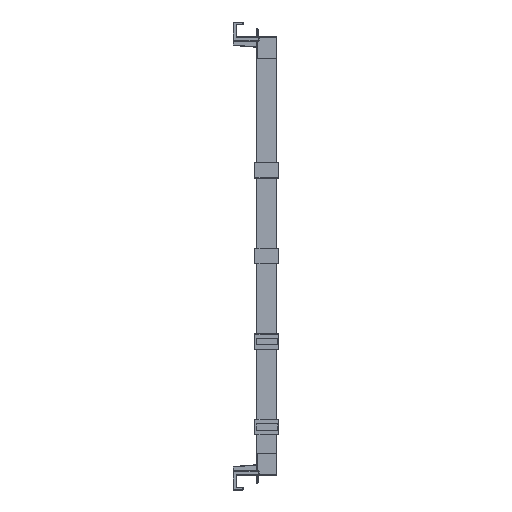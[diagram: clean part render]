
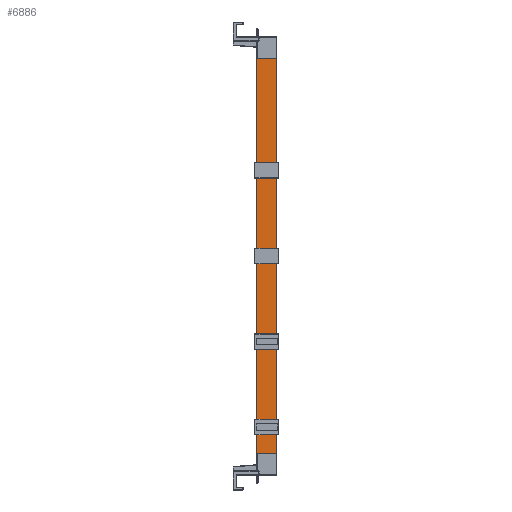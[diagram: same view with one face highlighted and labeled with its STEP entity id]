
A CAD part, left-side view. The second image highlights one B-rep face of the part: STEP entity #6886.
In plain terms, the highlighted planar face has unit normal (-1, 0, 0).
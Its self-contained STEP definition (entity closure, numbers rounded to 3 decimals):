
#21 = PLANE ( 'NONE',  #17478 ) ;
#72 = VECTOR ( 'NONE', #9876, 1000. ) ;
#584 = LINE ( 'NONE', #12530, #72 ) ;
#864 = EDGE_CURVE ( 'NONE', #14519, #2089, #8805, .T. ) ;
#1038 = CARTESIAN_POINT ( 'NONE',  ( -7., -11.5, -255. ) ) ;
#2089 = VERTEX_POINT ( 'NONE', #1038 ) ;
#2161 = LINE ( 'NONE', #6230, #7402 ) ;
#2443 = VECTOR ( 'NONE', #15071, 1000. ) ;
#2560 = EDGE_CURVE ( 'NONE', #5827, #17221, #7081, .T. ) ;
#3661 = CARTESIAN_POINT ( 'NONE',  ( -7., -11.5, 255. ) ) ;
#4163 = FACE_OUTER_BOUND ( 'NONE', #11300, .T. ) ;
#4816 = CARTESIAN_POINT ( 'NONE',  ( -7., -11.5, -255. ) ) ;
#4831 = CARTESIAN_POINT ( 'NONE',  ( -7., 11.5, 255. ) ) ;
#5664 = DIRECTION ( 'NONE',  ( -1., 0., 0. ) ) ;
#5827 = VERTEX_POINT ( 'NONE', #4831 ) ;
#6207 = ORIENTED_EDGE ( 'NONE', *, *, #8746, .T. ) ;
#6230 = CARTESIAN_POINT ( 'NONE',  ( -7., 11.5, -255. ) ) ;
#6547 = CARTESIAN_POINT ( 'NONE',  ( -7., 11.5, -255. ) ) ;
#6886 = ADVANCED_FACE ( 'NONE', ( #4163 ), #21, .T. ) ;
#7081 = LINE ( 'NONE', #7169, #2443 ) ;
#7169 = CARTESIAN_POINT ( 'NONE',  ( -7., -11.5, 255. ) ) ;
#7381 = ORIENTED_EDGE ( 'NONE', *, *, #864, .T. ) ;
#7402 = VECTOR ( 'NONE', #11628, 1000. ) ;
#8139 = ORIENTED_EDGE ( 'NONE', *, *, #2560, .F. ) ;
#8746 = EDGE_CURVE ( 'NONE', #2089, #17221, #584, .T. ) ;
#8805 = LINE ( 'NONE', #4816, #15576 ) ;
#8926 = EDGE_CURVE ( 'NONE', #14519, #5827, #2161, .T. ) ;
#9876 = DIRECTION ( 'NONE',  ( 0., 0., 1. ) ) ;
#10607 = ORIENTED_EDGE ( 'NONE', *, *, #8926, .F. ) ;
#11300 = EDGE_LOOP ( 'NONE', ( #6207, #8139, #10607, #7381 ) ) ;
#11628 = DIRECTION ( 'NONE',  ( 0., 0., 1. ) ) ;
#12071 = DIRECTION ( 'NONE',  ( 0., -1., 0. ) ) ;
#12299 = CARTESIAN_POINT ( 'NONE',  ( -7., -11.5, -255. ) ) ;
#12530 = CARTESIAN_POINT ( 'NONE',  ( -7., -11.5, -255. ) ) ;
#14519 = VERTEX_POINT ( 'NONE', #6547 ) ;
#14876 = DIRECTION ( 'NONE',  ( 0., 0., 1. ) ) ;
#15071 = DIRECTION ( 'NONE',  ( 0., -1., 0. ) ) ;
#15576 = VECTOR ( 'NONE', #12071, 1000. ) ;
#17221 = VERTEX_POINT ( 'NONE', #3661 ) ;
#17478 = AXIS2_PLACEMENT_3D ( 'NONE', #12299, #5664, #14876 ) ;
